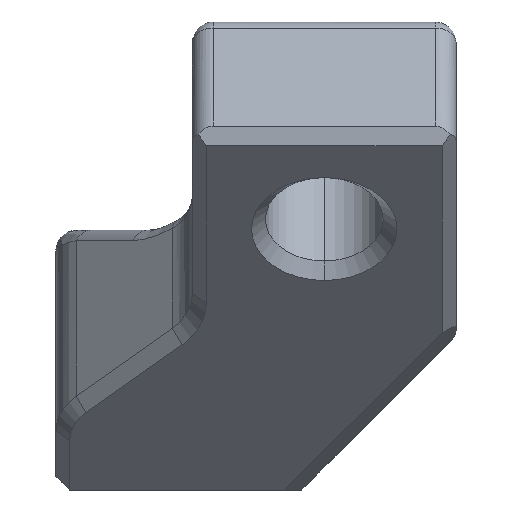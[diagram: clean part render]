
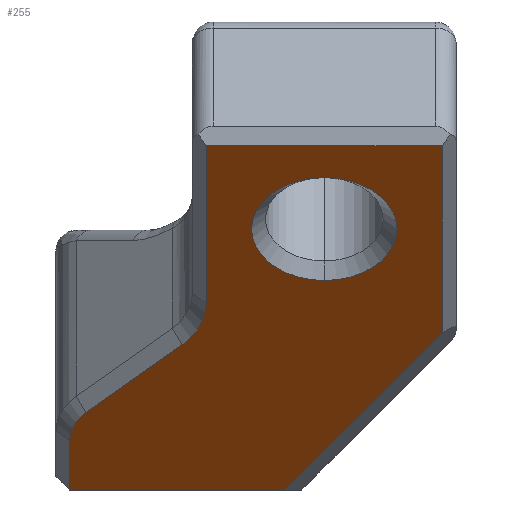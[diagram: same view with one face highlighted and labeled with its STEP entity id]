
A CAD part, front view. The second image highlights one B-rep face of the part: STEP entity #255.
In plain terms, the highlighted planar face has unit normal (0, -0.707, -0.707).
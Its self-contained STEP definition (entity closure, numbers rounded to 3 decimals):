
#4 = DIRECTION ( 'NONE',  ( 0., -0.707, 0.707 ) ) ;
#18 = LINE ( 'NONE', #1013, #1102 ) ;
#19 = CARTESIAN_POINT ( 'NONE',  ( -21., -110.727, -176.039 ) ) ;
#39 = ORIENTED_EDGE ( 'NONE', *, *, #1789, .T. ) ;
#99 = CARTESIAN_POINT ( 'NONE',  ( -17.594, -107.739, -179.027 ) ) ;
#120 = EDGE_CURVE ( 'NONE', #842, #553, #18, .T. ) ;
#141 = VECTOR ( 'NONE', #1060, 1000. ) ;
#148 = EDGE_LOOP ( 'NONE', ( #1633, #1313, #1227, #263, #945, #1685, #39, #223, #1471 ) ) ;
#173 = VERTEX_POINT ( 'NONE', #1589 ) ;
#182 = EDGE_CURVE ( 'NONE', #553, #517, #749, .T. ) ;
#223 = ORIENTED_EDGE ( 'NONE', *, *, #1329, .T. ) ;
#244 = VERTEX_POINT ( 'NONE', #330 ) ;
#252 = CARTESIAN_POINT ( 'NONE',  ( -27.881, -105.421, -181.345 ) ) ;
#255 = ADVANCED_FACE ( 'NONE', ( #1230, #929 ), #1636, .F. ) ;
#257 = EDGE_CURVE ( 'NONE', #1526, #173, #1067, .T. ) ;
#263 = ORIENTED_EDGE ( 'NONE', *, *, #182, .T. ) ;
#298 = ORIENTED_EDGE ( 'NONE', *, *, #740, .T. ) ;
#302 = VERTEX_POINT ( 'NONE', #355 ) ;
#314 = DIRECTION ( 'NONE',  ( 0., 0.707, 0.707 ) ) ;
#330 = CARTESIAN_POINT ( 'NONE',  ( -21., -109.242, -177.524 ) ) ;
#345 = VECTOR ( 'NONE', #433, 1000. ) ;
#355 = CARTESIAN_POINT ( 'NONE',  ( -28.35, -104.621, -182.145 ) ) ;
#384 = CARTESIAN_POINT ( 'NONE',  ( -28.35, -103.593, -183.173 ) ) ;
#411 = CARTESIAN_POINT ( 'NONE',  ( -27.881, -105.421, -181.345 ) ) ;
#423 = CARTESIAN_POINT ( 'NONE',  ( -24.406, -113.136, -173.63 ) ) ;
#433 = DIRECTION ( 'NONE',  ( 0., 0.707, -0.707 ) ) ;
#434 = CARTESIAN_POINT ( 'NONE',  ( -17.594, -113.136, -173.63 ) ) ;
#435 = CIRCLE ( 'NONE', #1382, 2.1 ) ;
#476 = ORIENTED_EDGE ( 'NONE', *, *, #1545, .T. ) ;
#517 = VERTEX_POINT ( 'NONE', #423 ) ;
#541 = CARTESIAN_POINT ( 'NONE',  ( -21., -112.212, -174.554 ) ) ;
#553 = VERTEX_POINT ( 'NONE', #434 ) ;
#558 = DIRECTION ( 'NONE',  ( -0.707, 0.5, -0.5 ) ) ;
#591 = CIRCLE ( 'NONE', #1791, 2.1 ) ;
#602 = VECTOR ( 'NONE', #558, 1000. ) ;
#627 = DIRECTION ( 'NONE',  ( 0., 0.707, 0.707 ) ) ;
#649 = LINE ( 'NONE', #384, #1324 ) ;
#657 = EDGE_CURVE ( 'NONE', #871, #1176, #1488, .T. ) ;
#708 = AXIS2_PLACEMENT_3D ( 'NONE', #1834, #1276, #1850 ) ;
#740 = EDGE_CURVE ( 'NONE', #244, #894, #435, .T. ) ;
#749 = LINE ( 'NONE', #1458, #762 ) ;
#762 = VECTOR ( 'NONE', #1858, 1000. ) ;
#764 = CARTESIAN_POINT ( 'NONE',  ( -39.691, -103.193, -183.573 ) ) ;
#772 = CARTESIAN_POINT ( 'NONE',  ( -39.691, -108.036, -178.73 ) ) ;
#842 = VERTEX_POINT ( 'NONE', #99 ) ;
#871 = VERTEX_POINT ( 'NONE', #1148 ) ;
#894 = VERTEX_POINT ( 'NONE', #541 ) ;
#914 = AXIS2_PLACEMENT_3D ( 'NONE', #1793, #1485, #1214 ) ;
#917 = VECTOR ( 'NONE', #1786, 1000. ) ;
#929 = FACE_OUTER_BOUND ( 'NONE', #148, .T. ) ;
#945 = ORIENTED_EDGE ( 'NONE', *, *, #1510, .T. ) ;
#1013 = CARTESIAN_POINT ( 'NONE',  ( -17.594, -108.036, -178.73 ) ) ;
#1060 = DIRECTION ( 'NONE',  ( 0.577, -0.577, 0.577 ) ) ;
#1067 = CIRCLE ( 'NONE', #914, 2.4 ) ;
#1099 = CARTESIAN_POINT ( 'NONE',  ( -21., -110.727, -176.039 ) ) ;
#1102 = VECTOR ( 'NONE', #4, 1000. ) ;
#1112 = DIRECTION ( 'NONE',  ( 0., 0.707, 0.707 ) ) ;
#1113 = DIRECTION ( 'NONE',  ( 0., 0.707, -0.707 ) ) ;
#1126 = EDGE_LOOP ( 'NONE', ( #298, #476 ) ) ;
#1143 = LINE ( 'NONE', #411, #602 ) ;
#1148 = CARTESIAN_POINT ( 'NONE',  ( -28.35, -103.193, -183.573 ) ) ;
#1176 = VERTEX_POINT ( 'NONE', #1788 ) ;
#1179 = CARTESIAN_POINT ( 'NONE',  ( -24.406, -108.582, -178.185 ) ) ;
#1203 = EDGE_CURVE ( 'NONE', #302, #871, #649, .T. ) ;
#1214 = DIRECTION ( 'NONE',  ( 0., -0.707, 0.707 ) ) ;
#1223 = LINE ( 'NONE', #1769, #141 ) ;
#1227 = ORIENTED_EDGE ( 'NONE', *, *, #120, .T. ) ;
#1230 = FACE_BOUND ( 'NONE', #1126, .T. ) ;
#1276 = DIRECTION ( 'NONE',  ( 0., -0.707, -0.707 ) ) ;
#1313 = ORIENTED_EDGE ( 'NONE', *, *, #1650, .T. ) ;
#1324 = VECTOR ( 'NONE', #1113, 1000. ) ;
#1329 = EDGE_CURVE ( 'NONE', #1364, #302, #1473, .T. ) ;
#1364 = VERTEX_POINT ( 'NONE', #252 ) ;
#1382 = AXIS2_PLACEMENT_3D ( 'NONE', #1099, #1112, #1659 ) ;
#1458 = CARTESIAN_POINT ( 'NONE',  ( -39.691, -113.136, -173.63 ) ) ;
#1471 = ORIENTED_EDGE ( 'NONE', *, *, #1203, .T. ) ;
#1473 = CIRCLE ( 'NONE', #708, 1.6 ) ;
#1485 = DIRECTION ( 'NONE',  ( 0., 0.707, 0.707 ) ) ;
#1488 = LINE ( 'NONE', #764, #917 ) ;
#1510 = EDGE_CURVE ( 'NONE', #517, #1526, #1598, .T. ) ;
#1513 = DIRECTION ( 'NONE',  ( 0., -0.707, 0.707 ) ) ;
#1526 = VERTEX_POINT ( 'NONE', #1179 ) ;
#1545 = EDGE_CURVE ( 'NONE', #894, #244, #591, .T. ) ;
#1589 = CARTESIAN_POINT ( 'NONE',  ( -25.109, -107.382, -179.385 ) ) ;
#1598 = LINE ( 'NONE', #1859, #345 ) ;
#1633 = ORIENTED_EDGE ( 'NONE', *, *, #657, .T. ) ;
#1636 = PLANE ( 'NONE',  #1718 ) ;
#1650 = EDGE_CURVE ( 'NONE', #1176, #842, #1223, .T. ) ;
#1659 = DIRECTION ( 'NONE',  ( 0., -0.707, 0.707 ) ) ;
#1685 = ORIENTED_EDGE ( 'NONE', *, *, #257, .T. ) ;
#1718 = AXIS2_PLACEMENT_3D ( 'NONE', #772, #627, #1768 ) ;
#1768 = DIRECTION ( 'NONE',  ( 0., -0.707, 0.707 ) ) ;
#1769 = CARTESIAN_POINT ( 'NONE',  ( -17.52, -107.813, -178.954 ) ) ;
#1786 = DIRECTION ( 'NONE',  ( 1., 0., 0. ) ) ;
#1788 = CARTESIAN_POINT ( 'NONE',  ( -22.14, -103.193, -183.573 ) ) ;
#1789 = EDGE_CURVE ( 'NONE', #173, #1364, #1143, .T. ) ;
#1791 = AXIS2_PLACEMENT_3D ( 'NONE', #19, #314, #1513 ) ;
#1793 = CARTESIAN_POINT ( 'NONE',  ( -26.806, -108.582, -178.185 ) ) ;
#1834 = CARTESIAN_POINT ( 'NONE',  ( -26.75, -104.621, -182.145 ) ) ;
#1850 = DIRECTION ( 'NONE',  ( 0., -0.707, 0.707 ) ) ;
#1858 = DIRECTION ( 'NONE',  ( -1., 0., 0. ) ) ;
#1859 = CARTESIAN_POINT ( 'NONE',  ( -24.406, -108.036, -178.73 ) ) ;
